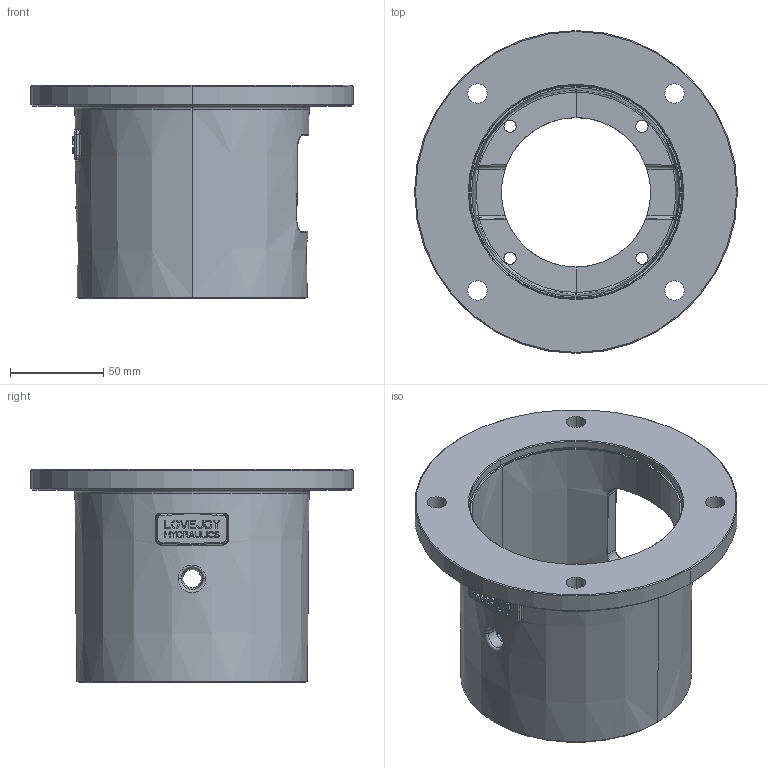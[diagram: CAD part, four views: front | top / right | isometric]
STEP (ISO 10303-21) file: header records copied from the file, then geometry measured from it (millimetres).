
FILE_DESCRIPTION((''),'2;1');
FILE_NAME('84527105135_ASM','2013-04-26T',('ppetruska'),(''),'PRO/ENGINEER BY PARAMETRIC TECHNOLOGY CORPORATION, 2012480','PRO/ENGINEER BY PARAMETRIC TECHNOLOGY CORPORATION, 2012480','');
FILE_SCHEMA(('CONFIG_CONTROL_DESIGN'));
Length unit declared in the file: inch
Products named in the file (3): 84527106012_AF5; 84527106017_AF4_ASM; 84527105135_ASM
Assembly tree (2 placements, depth 3):
  84527105135_ASM
    84527106017_AF4_ASM
      84527106012_AF5
Bounding box: 172.97 x 172.97 x 114.3 mm (x, y, z)
Volume: 467127.3 mm3; surface area: 118620.2 mm2
Topology: 1 solids, 1 shells, 534 faces, 1433 edges, 926 vertices
Faces by surface type: plane 402, bspline 51, cylinder 40, cone 22, torus 11, extrusion 4, sphere 4
Entity records: 19552 total; most frequent: CARTESIAN_POINT 6348, ORIENTED_EDGE 2866, DIRECTION 2453, EDGE_CURVE 1433, VECTOR 1187, LINE 1183, VERTEX_POINT 926, AXIS2_PLACEMENT_3D 633
